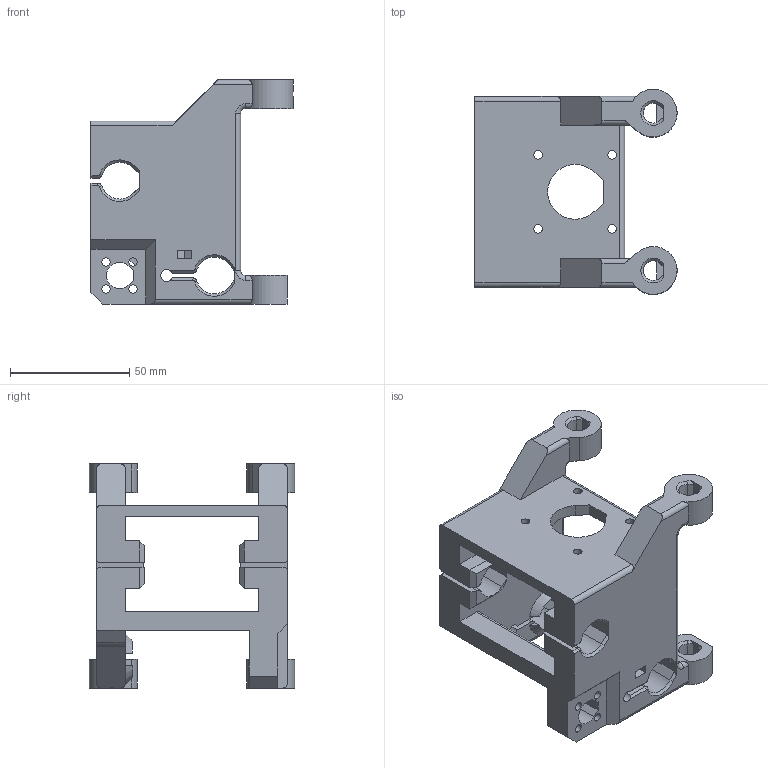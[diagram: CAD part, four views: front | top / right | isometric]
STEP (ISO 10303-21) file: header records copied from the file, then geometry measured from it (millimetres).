
FILE_DESCRIPTION(('CATIA V5 STEP Exchange'),'2;1');
FILE_NAME('09 ZX_Carriage.stp','2017-06-04T16:17:53+00:00',('none'),('none'),'CATIA Version 5 Release 21 GA (IN-10)','CATIA V5 STEP AP214','none');
FILE_SCHEMA(('AUTOMOTIVE_DESIGN { 1 0 10303 214 1 1 1 1 }'));
Length unit declared in the file: millimetre
Products named in the file (1): Part2
Bounding box: 84.75 x 85.99 x 94 mm (x, y, z)
Volume: 140098.5 mm3; surface area: 45455.6 mm2
Topology: 1 solids, 1 shells, 303 faces, 839 edges, 540 vertices
Faces by surface type: plane 169, cylinder 100, cone 28, torus 6
Entity records: 9396 total; most frequent: CARTESIAN_POINT 2108, ORIENTED_EDGE 1678, DIRECTION 1183, EDGE_CURVE 839, VECTOR 547, LINE 547, VERTEX_POINT 540, AXIS2_PLACEMENT_3D 428
